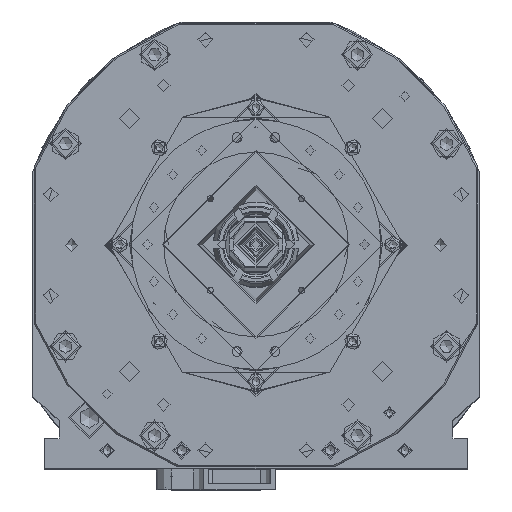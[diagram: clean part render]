
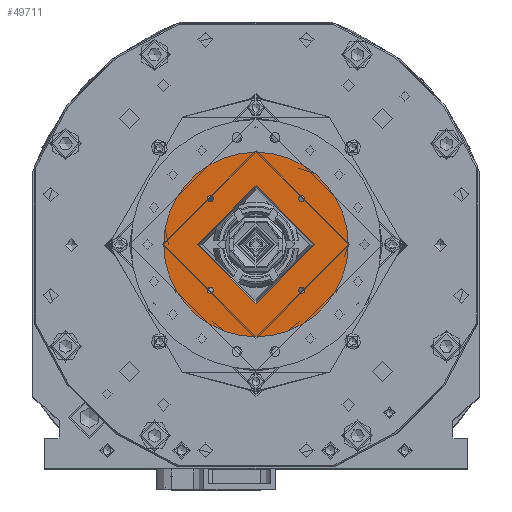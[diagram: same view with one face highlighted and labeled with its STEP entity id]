
A CAD part, top view. The second image highlights one B-rep face of the part: STEP entity #49711.
In plain terms, the highlighted planar face has unit normal (0, 0, 1).
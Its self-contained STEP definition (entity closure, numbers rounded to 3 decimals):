
#851 = CARTESIAN_POINT ( 'NONE',  ( 31., 0., 0. ) ) ;
#1703 = VERTEX_POINT ( 'NONE', #36570 ) ;
#2286 = CARTESIAN_POINT ( 'NONE',  ( 17.502, -14.673, 0. ) ) ;
#2352 = FACE_BOUND ( 'NONE', #44905, .T. ) ;
#2606 = CARTESIAN_POINT ( 'NONE',  ( 13.257, 16.086, 0. ) ) ;
#4202 = VERTEX_POINT ( 'NONE', #16268 ) ;
#4789 = EDGE_LOOP ( 'NONE', ( #22011 ) ) ;
#4971 = CARTESIAN_POINT ( 'NONE',  ( 16.088, 16.088, 0. ) ) ;
#5883 = CIRCLE ( 'NONE', #11955, 31. ) ;
#6237 = ORIENTED_EDGE ( 'NONE', *, *, #24168, .T. ) ;
#7340 = CARTESIAN_POINT ( 'NONE',  ( 13.257, -16.086, 0. ) ) ;
#7939 = EDGE_CURVE ( 'NONE', #54054, #54054, #5883, .T. ) ;
#8138 = CARTESIAN_POINT ( 'NONE',  ( 14.671, 14.671, 0. ) ) ;
#8671 = ORIENTED_EDGE ( 'NONE', *, *, #16665, .F. ) ;
#9197 =( BOUNDED_CURVE ( )  B_SPLINE_CURVE ( 3, ( #36979, #64731, #15191, #70195, #20940, #59195, #53413 ),
 .UNSPECIFIED., .T., .F. ) 
 B_SPLINE_CURVE_WITH_KNOTS ( ( 4, 3, 4 ),
 ( 0., 3.142, 6.283 ),
 .UNSPECIFIED. ) 
 CURVE ( )  GEOMETRIC_REPRESENTATION_ITEM ( )  RATIONAL_B_SPLINE_CURVE ( ( 1., 0.333, 0.333, 1., 0.333, 0.333, 1. ) ) 
 REPRESENTATION_ITEM ( '' )  );
#9252 = ORIENTED_EDGE ( 'NONE', *, *, #29480, .T. ) ;
#10794 = CARTESIAN_POINT ( 'NONE',  ( 16.088, -16.088, 0. ) ) ;
#11267 = EDGE_LOOP ( 'NONE', ( #8671 ) ) ;
#11561 = DIRECTION ( 'NONE',  ( 0., 0., 1. ) ) ;
#11955 = AXIS2_PLACEMENT_3D ( 'NONE', #59635, #32607, #65857 ) ;
#14429 = EDGE_LOOP ( 'NONE', ( #37907 ) ) ;
#15191 = CARTESIAN_POINT ( 'NONE',  ( -16.086, -13.257, 0. ) ) ;
#15270 = FACE_BOUND ( 'NONE', #11267, .T. ) ;
#16268 = CARTESIAN_POINT ( 'NONE',  ( -16.088, 16.088, 0. ) ) ;
#16665 = EDGE_CURVE ( 'NONE', #1703, #1703, #20857, .T. ) ;
#17025 = PLANE ( 'NONE',  #61393 ) ;
#17101 = DIRECTION ( 'NONE',  ( 1., 0., 0. ) ) ;
#17827 = CARTESIAN_POINT ( 'NONE',  ( -16.088, 16.088, 0. ) ) ;
#18059 = CARTESIAN_POINT ( 'NONE',  ( -17.502, 14.673, 0. ) ) ;
#18410 = CARTESIAN_POINT ( 'NONE',  ( 14.673, -17.502, 0. ) ) ;
#18962 = CARTESIAN_POINT ( 'NONE',  ( 14.673, 17.502, 0. ) ) ;
#20445 = FACE_OUTER_BOUND ( 'NONE', #4789, .T. ) ;
#20857 = CIRCLE ( 'NONE', #66073, 19.776 ) ;
#20940 = CARTESIAN_POINT ( 'NONE',  ( -13.257, -16.086, 0. ) ) ;
#22011 = ORIENTED_EDGE ( 'NONE', *, *, #7939, .T. ) ;
#22073 = EDGE_LOOP ( 'NONE', ( #6237 ) ) ;
#22257 = VERTEX_POINT ( 'NONE', #4971 ) ;
#23600 = CARTESIAN_POINT ( 'NONE',  ( -16.088, 16.088, 0. ) ) ;
#24168 = EDGE_CURVE ( 'NONE', #46288, #46288, #60612, .T. ) ;
#24840 = EDGE_LOOP ( 'NONE', ( #60656 ) ) ;
#28095 = CARTESIAN_POINT ( 'NONE',  ( -14.673, 17.502, 0. ) ) ;
#29480 = EDGE_CURVE ( 'NONE', #4202, #4202, #68081, .T. ) ;
#31251 = EDGE_CURVE ( 'NONE', #22257, #22257, #32093, .T. ) ;
#32093 =( BOUNDED_CURVE ( )  B_SPLINE_CURVE ( 3, ( #68017, #40744, #46239, #8138, #2606, #18962, #57233 ),
 .UNSPECIFIED., .T., .F. ) 
 B_SPLINE_CURVE_WITH_KNOTS ( ( 4, 3, 4 ),
 ( 0., 3.142, 6.283 ),
 .UNSPECIFIED. ) 
 CURVE ( )  GEOMETRIC_REPRESENTATION_ITEM ( )  RATIONAL_B_SPLINE_CURVE ( ( 1., 0.333, 0.333, 1., 0.333, 0.333, 1. ) ) 
 REPRESENTATION_ITEM ( '' )  );
#32607 = DIRECTION ( 'NONE',  ( 0., 0., 1. ) ) ;
#32667 = CARTESIAN_POINT ( 'NONE',  ( 0., 0., 0. ) ) ;
#34687 = CARTESIAN_POINT ( 'NONE',  ( 16.088, -16.088, 0. ) ) ;
#36570 = CARTESIAN_POINT ( 'NONE',  ( 19.776, 0., 0. ) ) ;
#36979 = CARTESIAN_POINT ( 'NONE',  ( -16.088, -16.088, 0. ) ) ;
#37907 = ORIENTED_EDGE ( 'NONE', *, *, #31251, .T. ) ;
#39367 = CARTESIAN_POINT ( 'NONE',  ( -13.257, 16.086, 0. ) ) ;
#40633 = CARTESIAN_POINT ( 'NONE',  ( 14.671, -14.671, 0. ) ) ;
#40744 = CARTESIAN_POINT ( 'NONE',  ( 17.502, 14.673, 0. ) ) ;
#44309 = CARTESIAN_POINT ( 'NONE',  ( 0., 19.776, 0. ) ) ;
#44879 = EDGE_CURVE ( 'NONE', #51300, #51300, #9197, .T. ) ;
#44905 = EDGE_LOOP ( 'NONE', ( #9252 ) ) ;
#46140 = CARTESIAN_POINT ( 'NONE',  ( 16.086, -13.257, 0. ) ) ;
#46239 = CARTESIAN_POINT ( 'NONE',  ( 16.086, 13.257, 0. ) ) ;
#46288 = VERTEX_POINT ( 'NONE', #10794 ) ;
#49711 = ADVANCED_FACE ( 'NONE', ( #51235, #70057, #54641, #2352, #15270, #20445 ), #17025, .F. ) ;
#50266 = DIRECTION ( 'NONE',  ( -1., 0., 0. ) ) ;
#50814 = CARTESIAN_POINT ( 'NONE',  ( -14.671, 14.671, 0. ) ) ;
#51235 = FACE_BOUND ( 'NONE', #24840, .T. ) ;
#51300 = VERTEX_POINT ( 'NONE', #51417 ) ;
#51417 = CARTESIAN_POINT ( 'NONE',  ( -16.088, -16.088, 0. ) ) ;
#53413 = CARTESIAN_POINT ( 'NONE',  ( -16.088, -16.088, 0. ) ) ;
#54054 = VERTEX_POINT ( 'NONE', #851 ) ;
#54641 = FACE_BOUND ( 'NONE', #14429, .T. ) ;
#57233 = CARTESIAN_POINT ( 'NONE',  ( 16.088, 16.088, 0. ) ) ;
#59195 = CARTESIAN_POINT ( 'NONE',  ( -14.673, -17.502, 0. ) ) ;
#59635 = CARTESIAN_POINT ( 'NONE',  ( 0., 0., 0. ) ) ;
#60612 =( BOUNDED_CURVE ( )  B_SPLINE_CURVE ( 3, ( #68154, #18410, #7340, #40633, #46140, #2286, #34687 ),
 .UNSPECIFIED., .T., .F. ) 
 B_SPLINE_CURVE_WITH_KNOTS ( ( 4, 3, 4 ),
 ( 0., 3.142, 6.283 ),
 .UNSPECIFIED. ) 
 CURVE ( )  GEOMETRIC_REPRESENTATION_ITEM ( )  RATIONAL_B_SPLINE_CURVE ( ( 1., 0.333, 0.333, 1., 0.333, 0.333, 1. ) ) 
 REPRESENTATION_ITEM ( '' )  );
#60656 = ORIENTED_EDGE ( 'NONE', *, *, #44879, .T. ) ;
#61284 = DIRECTION ( 'NONE',  ( 0., 0., -1. ) ) ;
#61393 = AXIS2_PLACEMENT_3D ( 'NONE', #44309, #61284, #50266 ) ;
#64731 = CARTESIAN_POINT ( 'NONE',  ( -17.502, -14.673, 0. ) ) ;
#65857 = DIRECTION ( 'NONE',  ( 1., 0., 0. ) ) ;
#66073 = AXIS2_PLACEMENT_3D ( 'NONE', #32667, #11561, #17101 ) ;
#66413 = CARTESIAN_POINT ( 'NONE',  ( -16.086, 13.257, 0. ) ) ;
#68017 = CARTESIAN_POINT ( 'NONE',  ( 16.088, 16.088, 0. ) ) ;
#68081 =( BOUNDED_CURVE ( )  B_SPLINE_CURVE ( 3, ( #23600, #28095, #39367, #50814, #66413, #18059, #17827 ),
 .UNSPECIFIED., .T., .F. ) 
 B_SPLINE_CURVE_WITH_KNOTS ( ( 4, 3, 4 ),
 ( 0., 3.142, 6.283 ),
 .UNSPECIFIED. ) 
 CURVE ( )  GEOMETRIC_REPRESENTATION_ITEM ( )  RATIONAL_B_SPLINE_CURVE ( ( 1., 0.333, 0.333, 1., 0.333, 0.333, 1. ) ) 
 REPRESENTATION_ITEM ( '' )  );
#68154 = CARTESIAN_POINT ( 'NONE',  ( 16.088, -16.088, 0. ) ) ;
#70057 = FACE_BOUND ( 'NONE', #22073, .T. ) ;
#70195 = CARTESIAN_POINT ( 'NONE',  ( -14.671, -14.671, 0. ) ) ;
